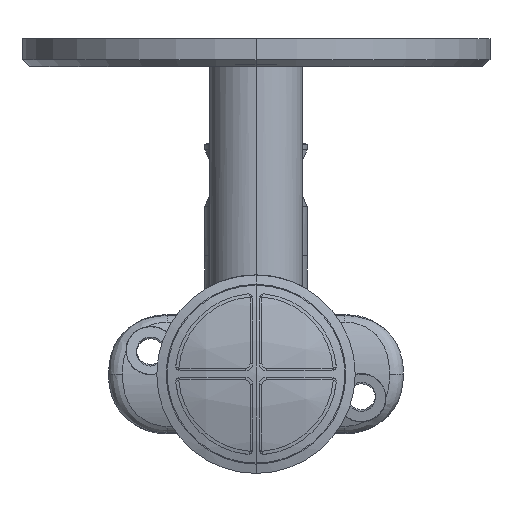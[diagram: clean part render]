
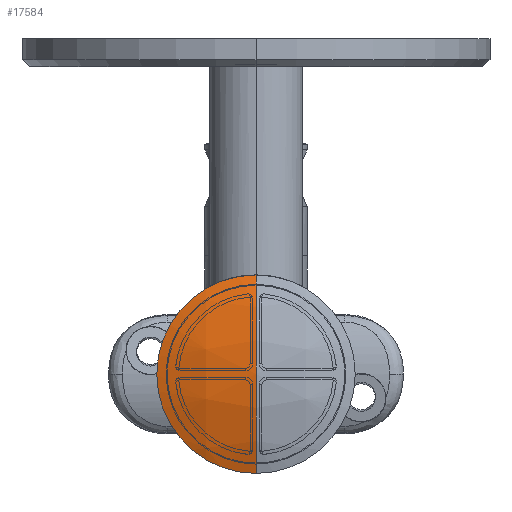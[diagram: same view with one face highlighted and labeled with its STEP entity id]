
A CAD part, front view. The second image highlights one B-rep face of the part: STEP entity #17584.
In plain terms, the highlighted spherical face has radius 58.18 mm.
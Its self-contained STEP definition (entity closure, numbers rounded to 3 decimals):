
#790 = EDGE_CURVE ( 'NONE', #19448, #28387, #9615, .T. ) ;
#967 = CARTESIAN_POINT ( 'NONE',  ( 51.18, 0., 0. ) ) ;
#1323 = ORIENTED_EDGE ( 'NONE', *, *, #1744, .F. ) ;
#1744 = EDGE_CURVE ( 'NONE', #12022, #28387, #17518, .T. ) ;
#3617 = DIRECTION ( 'NONE',  ( 0., 0., 1. ) ) ;
#4338 = AXIS2_PLACEMENT_3D ( 'NONE', #6319, #20029, #15842 ) ;
#4627 = EDGE_LOOP ( 'NONE', ( #8993, #6414, #1323 ) ) ;
#5796 = DIRECTION ( 'NONE',  ( 0., 0., 1. ) ) ;
#6319 = CARTESIAN_POINT ( 'NONE',  ( -3., 0., 0. ) ) ;
#6414 = ORIENTED_EDGE ( 'NONE', *, *, #790, .T. ) ;
#7645 = DIRECTION ( 'NONE',  ( 0., 1., 0. ) ) ;
#8464 = CARTESIAN_POINT ( 'NONE',  ( 51.18, 0., 0. ) ) ;
#8993 = ORIENTED_EDGE ( 'NONE', *, *, #16280, .T. ) ;
#9615 = CIRCLE ( 'NONE', #18656, 58.18 ) ;
#10264 = CARTESIAN_POINT ( 'NONE',  ( -3., 0., -21.2 ) ) ;
#10550 = FACE_OUTER_BOUND ( 'NONE', #4627, .T. ) ;
#12022 = VERTEX_POINT ( 'NONE', #21925 ) ;
#13072 = CARTESIAN_POINT ( 'NONE',  ( -7., 0., 0. ) ) ;
#14695 = DIRECTION ( 'NONE',  ( 0., 0., -1. ) ) ;
#15842 = DIRECTION ( 'NONE',  ( 0., 0., 1. ) ) ;
#16280 = EDGE_CURVE ( 'NONE', #12022, #19448, #22907, .T. ) ;
#16613 = DIRECTION ( 'NONE',  ( 0., -1., 0. ) ) ;
#17051 = AXIS2_PLACEMENT_3D ( 'NONE', #967, #16613, #14695 ) ;
#17518 = CIRCLE ( 'NONE', #17051, 58.18 ) ;
#17584 = ADVANCED_FACE ( 'NONE', ( #10550 ), #19666, .T. ) ;
#18656 = AXIS2_PLACEMENT_3D ( 'NONE', #24195, #7645, #3617 ) ;
#19448 = VERTEX_POINT ( 'NONE', #10264 ) ;
#19666 = SPHERICAL_SURFACE ( 'NONE', #22924, 58.18 ) ;
#20029 = DIRECTION ( 'NONE',  ( -1., 0., 0. ) ) ;
#21925 = CARTESIAN_POINT ( 'NONE',  ( -3., 0., 21.2 ) ) ;
#22907 = CIRCLE ( 'NONE', #4338, 21.2 ) ;
#22924 = AXIS2_PLACEMENT_3D ( 'NONE', #8464, #26835, #5796 ) ;
#24195 = CARTESIAN_POINT ( 'NONE',  ( 51.18, 0., 0. ) ) ;
#26835 = DIRECTION ( 'NONE',  ( 0., 1., 0. ) ) ;
#28387 = VERTEX_POINT ( 'NONE', #13072 ) ;
